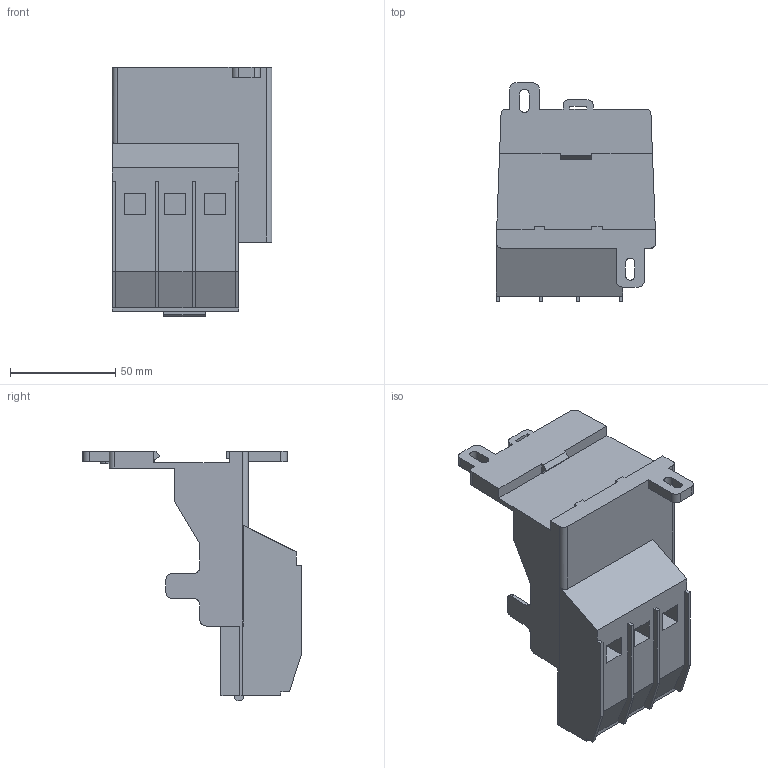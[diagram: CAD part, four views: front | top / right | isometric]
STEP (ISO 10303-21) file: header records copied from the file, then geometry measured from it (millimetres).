
FILE_DESCRIPTION (( 'STEP AP214' ), '1' );
FILE_NAME ('Äåðæàòåëü ê òåïëîâîìó ðåëå ÐÒÝ 93À.STEP', '2018-08-23T08:28:33', ( '' ), ( '' ), 'SwSTEP 2.0', 'SolidWorks 2017', '' );
FILE_SCHEMA (( 'AUTOMOTIVE_DESIGN' ));
Length unit declared in the file: millimetre
Products named in the file (1): Äåðæàòåëü ê òåïëîâîìó ðåëå ÐÒÝ 93À
Bounding box: 75.81 x 103.61 x 118.5 mm (x, y, z)
Volume: 207086.2 mm3; surface area: 48225.1 mm2
Topology: 1 solids, 1 shells, 167 faces, 466 edges, 309 vertices
Faces by surface type: plane 135, cylinder 32
Entity records: 5338 total; most frequent: CARTESIAN_POINT 985, ORIENTED_EDGE 932, DIRECTION 839, EDGE_CURVE 466, VECTOR 401, LINE 401, VERTEX_POINT 309, AXIS2_PLACEMENT_3D 219
